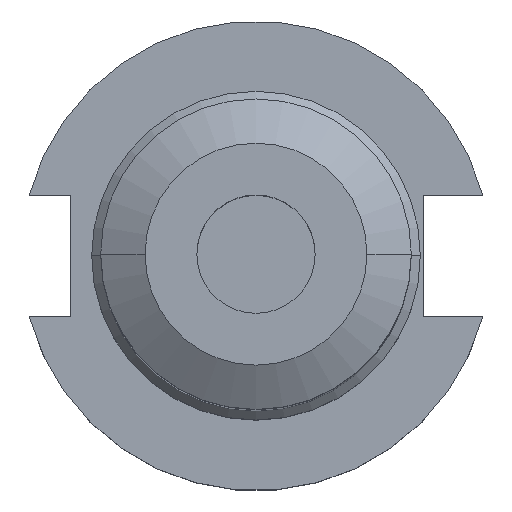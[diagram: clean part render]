
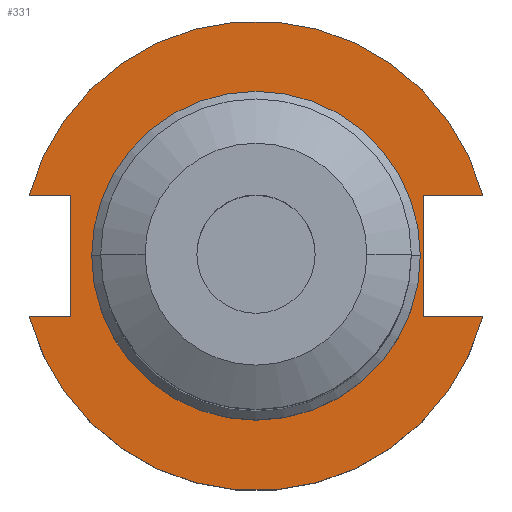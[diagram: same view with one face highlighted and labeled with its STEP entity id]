
A CAD part, top view. The second image highlights one B-rep face of the part: STEP entity #331.
In plain terms, the highlighted planar face has unit normal (0, 0, 1).
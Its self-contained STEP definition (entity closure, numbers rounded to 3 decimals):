
#31 = EDGE_LOOP ( 'NONE', ( #1169, #401 ) ) ;
#33 = VERTEX_POINT ( 'NONE', #175 ) ;
#99 = AXIS2_PLACEMENT_3D ( 'NONE', #1309, #280, #419 ) ;
#111 = CARTESIAN_POINT ( 'NONE',  ( -25.091, 8.191, 19.05 ) ) ;
#112 = EDGE_CURVE ( 'NONE', #437, #822, #205, .T. ) ;
#130 = CIRCLE ( 'NONE', #328, 31.75 ) ;
#159 = DIRECTION ( 'NONE',  ( 0., 0., 1. ) ) ;
#165 = EDGE_CURVE ( 'NONE', #278, #1294, #1236, .T. ) ;
#175 = CARTESIAN_POINT ( 'NONE',  ( 30.675, 8.191, 19.05 ) ) ;
#194 = ORIENTED_EDGE ( 'NONE', *, *, #1237, .T. ) ;
#205 = CIRCLE ( 'NONE', #795, 22.225 ) ;
#219 = VERTEX_POINT ( 'NONE', #1052 ) ;
#247 = ORIENTED_EDGE ( 'NONE', *, *, #1235, .F. ) ;
#278 = VERTEX_POINT ( 'NONE', #1471 ) ;
#280 = DIRECTION ( 'NONE',  ( 0., 0., 1. ) ) ;
#299 = DIRECTION ( 'NONE',  ( 0., 1., 0. ) ) ;
#327 = PLANE ( 'NONE',  #1390 ) ;
#328 = AXIS2_PLACEMENT_3D ( 'NONE', #542, #159, #375 ) ;
#331 = ADVANCED_FACE ( 'NONE', ( #1009, #962 ), #327, .F. ) ;
#346 = CARTESIAN_POINT ( 'NONE',  ( -61.091, 8.191, 19.05 ) ) ;
#375 = DIRECTION ( 'NONE',  ( 1., 0., 0. ) ) ;
#377 = ORIENTED_EDGE ( 'NONE', *, *, #407, .T. ) ;
#401 = ORIENTED_EDGE ( 'NONE', *, *, #1162, .F. ) ;
#406 = ORIENTED_EDGE ( 'NONE', *, *, #1154, .T. ) ;
#407 = EDGE_CURVE ( 'NONE', #796, #718, #130, .T. ) ;
#419 = DIRECTION ( 'NONE',  ( 1., 0., 0. ) ) ;
#437 = VERTEX_POINT ( 'NONE', #868 ) ;
#475 = ORIENTED_EDGE ( 'NONE', *, *, #1533, .F. ) ;
#530 = CIRCLE ( 'NONE', #935, 31.75 ) ;
#542 = CARTESIAN_POINT ( 'NONE',  ( 0., 0., 19.05 ) ) ;
#568 = CARTESIAN_POINT ( 'NONE',  ( -22.225, 0., 19.05 ) ) ;
#575 = DIRECTION ( 'NONE',  ( 1., 0., 0. ) ) ;
#590 = DIRECTION ( 'NONE',  ( 0., 0., 1. ) ) ;
#606 = DIRECTION ( 'NONE',  ( 0., 0., 1. ) ) ;
#655 = VECTOR ( 'NONE', #299, 1000. ) ;
#702 = VERTEX_POINT ( 'NONE', #1806 ) ;
#718 = VERTEX_POINT ( 'NONE', #1373 ) ;
#768 = EDGE_LOOP ( 'NONE', ( #983, #1119, #377, #247, #406, #475, #194, #927 ) ) ;
#795 = AXIS2_PLACEMENT_3D ( 'NONE', #1130, #590, #575 ) ;
#796 = VERTEX_POINT ( 'NONE', #1641 ) ;
#807 = VECTOR ( 'NONE', #995, 1000. ) ;
#822 = VERTEX_POINT ( 'NONE', #568 ) ;
#835 = CARTESIAN_POINT ( 'NONE',  ( -25.091, 8.191, 19.05 ) ) ;
#845 = DIRECTION ( 'NONE',  ( 0., 0., -1. ) ) ;
#847 = VECTOR ( 'NONE', #1484, 1000. ) ;
#868 = CARTESIAN_POINT ( 'NONE',  ( 22.225, 0., 19.05 ) ) ;
#897 = CARTESIAN_POINT ( 'NONE',  ( 0., 0., 19.05 ) ) ;
#909 = VECTOR ( 'NONE', #1491, 1000. ) ;
#927 = ORIENTED_EDGE ( 'NONE', *, *, #165, .T. ) ;
#935 = AXIS2_PLACEMENT_3D ( 'NONE', #897, #606, #1503 ) ;
#962 = FACE_OUTER_BOUND ( 'NONE', #768, .T. ) ;
#983 = ORIENTED_EDGE ( 'NONE', *, *, #1619, .T. ) ;
#990 = VECTOR ( 'NONE', #1719, 1000. ) ;
#995 = DIRECTION ( 'NONE',  ( 1., 0., 0. ) ) ;
#1009 = FACE_BOUND ( 'NONE', #31, .T. ) ;
#1052 = CARTESIAN_POINT ( 'NONE',  ( 22.606, 8.191, 19.05 ) ) ;
#1119 = ORIENTED_EDGE ( 'NONE', *, *, #1716, .F. ) ;
#1127 = VECTOR ( 'NONE', #1743, 1000. ) ;
#1130 = CARTESIAN_POINT ( 'NONE',  ( 0., 0., 19.05 ) ) ;
#1137 = CARTESIAN_POINT ( 'NONE',  ( 0., 22.225, 19.05 ) ) ;
#1154 = EDGE_CURVE ( 'NONE', #1385, #219, #1414, .T. ) ;
#1162 = EDGE_CURVE ( 'NONE', #822, #437, #1480, .T. ) ;
#1169 = ORIENTED_EDGE ( 'NONE', *, *, #112, .F. ) ;
#1235 = EDGE_CURVE ( 'NONE', #1385, #718, #1293, .T. ) ;
#1236 = LINE ( 'NONE', #346, #847 ) ;
#1237 = EDGE_CURVE ( 'NONE', #33, #278, #530, .T. ) ;
#1292 = LINE ( 'NONE', #1459, #807 ) ;
#1293 = LINE ( 'NONE', #1511, #909 ) ;
#1294 = VERTEX_POINT ( 'NONE', #111 ) ;
#1309 = CARTESIAN_POINT ( 'NONE',  ( 0., 0., 19.05 ) ) ;
#1339 = CARTESIAN_POINT ( 'NONE',  ( 22.606, -8.191, 19.05 ) ) ;
#1373 = CARTESIAN_POINT ( 'NONE',  ( 30.675, -8.191, 19.05 ) ) ;
#1385 = VERTEX_POINT ( 'NONE', #1339 ) ;
#1390 = AXIS2_PLACEMENT_3D ( 'NONE', #1137, #845, #1436 ) ;
#1397 = CARTESIAN_POINT ( 'NONE',  ( 0., 8.191, 19.05 ) ) ;
#1414 = LINE ( 'NONE', #1746, #655 ) ;
#1436 = DIRECTION ( 'NONE',  ( -1., 0., 0. ) ) ;
#1459 = CARTESIAN_POINT ( 'NONE',  ( -61.091, -8.191, 19.05 ) ) ;
#1471 = CARTESIAN_POINT ( 'NONE',  ( -30.675, 8.191, 19.05 ) ) ;
#1480 = CIRCLE ( 'NONE', #99, 22.225 ) ;
#1484 = DIRECTION ( 'NONE',  ( 1., 0., 0. ) ) ;
#1491 = DIRECTION ( 'NONE',  ( 1., 0., 0. ) ) ;
#1503 = DIRECTION ( 'NONE',  ( 1., 0., 0. ) ) ;
#1511 = CARTESIAN_POINT ( 'NONE',  ( 0., -8.191, 19.05 ) ) ;
#1533 = EDGE_CURVE ( 'NONE', #33, #219, #1572, .T. ) ;
#1572 = LINE ( 'NONE', #1397, #1127 ) ;
#1619 = EDGE_CURVE ( 'NONE', #1294, #702, #1805, .T. ) ;
#1641 = CARTESIAN_POINT ( 'NONE',  ( -30.675, -8.191, 19.05 ) ) ;
#1716 = EDGE_CURVE ( 'NONE', #796, #702, #1292, .T. ) ;
#1719 = DIRECTION ( 'NONE',  ( 0., -1., 0. ) ) ;
#1743 = DIRECTION ( 'NONE',  ( -1., 0., 0. ) ) ;
#1746 = CARTESIAN_POINT ( 'NONE',  ( 22.606, 22.225, 19.05 ) ) ;
#1805 = LINE ( 'NONE', #835, #990 ) ;
#1806 = CARTESIAN_POINT ( 'NONE',  ( -25.091, -8.191, 19.05 ) ) ;
